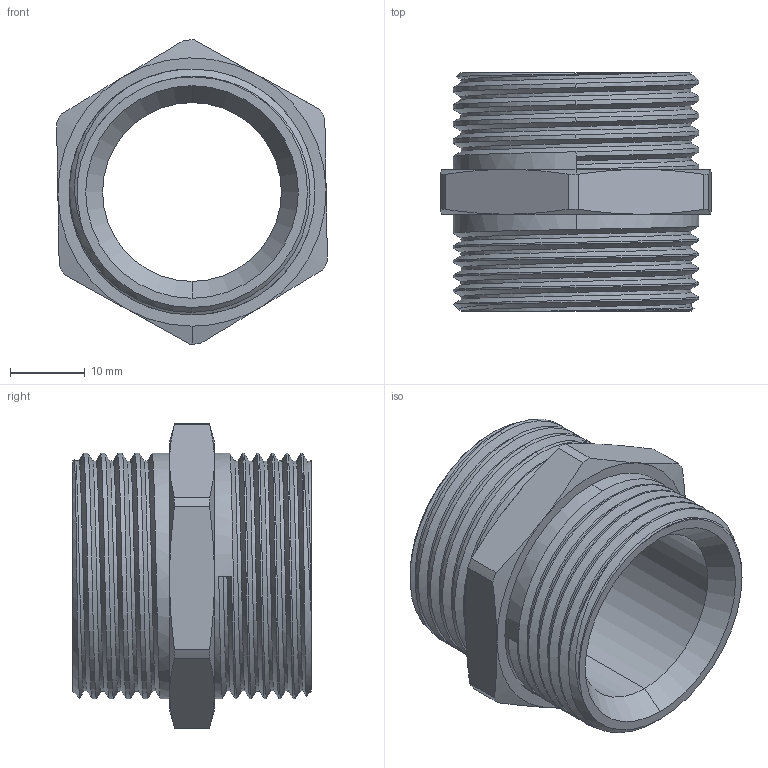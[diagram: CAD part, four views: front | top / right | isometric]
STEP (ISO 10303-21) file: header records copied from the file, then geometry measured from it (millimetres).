
FILE_DESCRIPTION (( 'STEP AP214' ), '1' );
FILE_NAME ('131775.STEP', '2017-10-10T13:53:23', ( '' ), ( '' ), 'SwSTEP 2.0', 'SolidWorks 2017', '' );
FILE_SCHEMA (( 'AUTOMOTIVE_DESIGN' ));
Length unit declared in the file: millimetre
Products named in the file (1): 131775
Bounding box: 36.34 x 32 x 40.8 mm (x, y, z)
Volume: 12546.4 mm3; surface area: 7991.7 mm2
Topology: 1 solids, 1 shells, 74 faces, 191 edges, 121 vertices
Faces by surface type: cylinder 32, cone 24, plane 12, bspline 6
Entity records: 4825 total; most frequent: CARTESIAN_POINT 3201, ORIENTED_EDGE 382, DIRECTION 286, EDGE_CURVE 191, VERTEX_POINT 121, AXIS2_PLACEMENT_3D 118, EDGE_LOOP 78, FACE_OUTER_BOUND 74
